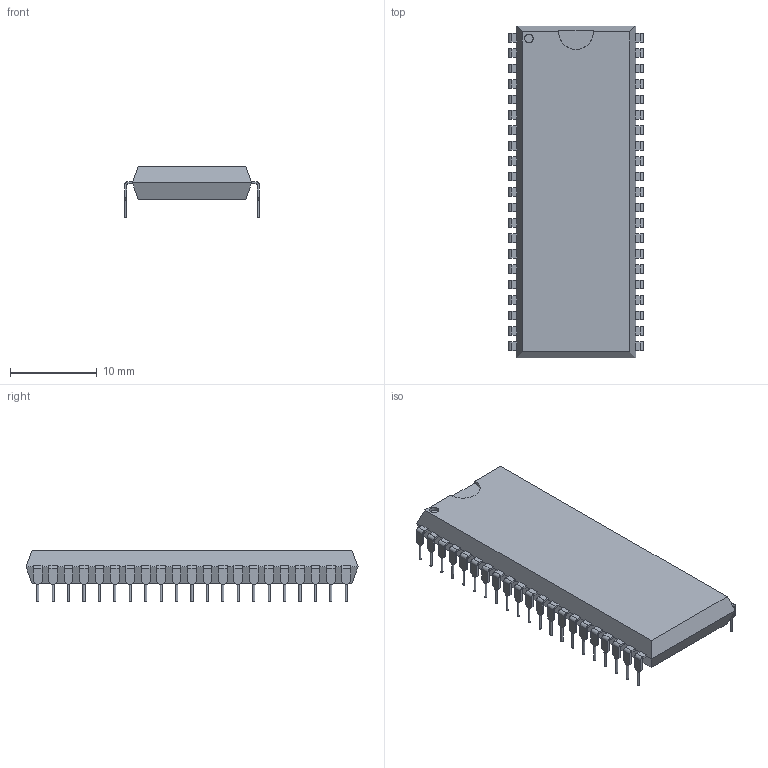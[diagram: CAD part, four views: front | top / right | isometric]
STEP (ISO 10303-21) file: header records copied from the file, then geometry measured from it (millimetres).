
FILE_DESCRIPTION(/* description */ ('STEP AP242','CAx-IF Rec.Pracs.---Representation and Presentation of Product Manufacturing Information (PMI)---4.0---2014-10-13','CAx-IF Rec.Pracs.---3D Tessellated Geometry---0.4---2014-09-14','2;1'),/* implementation_level */ '2;1');
FILE_NAME(/* name */ '6698b1f7f659a0054fbe86e4',/* time_stamp */ '2024-07-18T06:11:03Z',/* author */ (''),/* organization */ (''),/* preprocessor_version */ 'ST-DEVELOPER v20',/* originating_system */ ' ',/* authorisation */ ' ');
FILE_SCHEMA (('AP242_MANAGED_MODEL_BASED_3D_ENGINEERING_MIM_LF { 1 0 10303 442 1 1 4 }'));
Length unit declared in the file: metre
Products named in the file (43): Part 39; Body; Pin; Part 3; Part 4; Part 5; Part 6; Part 7; Part 8; Part 9; Part 10; Part 11; Part 12; Part 13; Part 14; Part 15; Part 16; Part 17; Part 18; Part 19; Part 20; Part 21; Part 22; Part 23; Part 24; Part 25; Part 26; Part 27; Part 28; Part 29; Part 30; Part 31; Part 32; Part 33; Part 34; Part 35; Part 36; Part 37; Part 38; Part 40 ...
Bounding box: 15.49 x 38.25 x 5.9 mm (x, y, z)
Volume: 1892.5 mm3; surface area: 1679.5 mm2
Topology: 43 solids, 43 shells, 644 faces, 1541 edges, 984 vertices
Faces by surface type: plane 516, cylinder 128
Full cylindrical faces by diameter (mm): 0.25 x42, 1 x1
Entity records: 19243 total; most frequent: DIRECTION 3172, CARTESIAN_POINT 3169, ORIENTED_EDGE 2996, EDGE_CURVE 1498, LINE 1198, VECTOR 1198, AXIS2_PLACEMENT_3D 987, VERTEX_POINT 984
